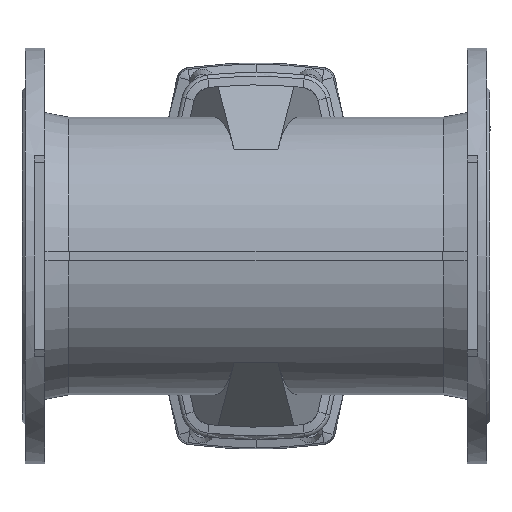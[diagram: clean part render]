
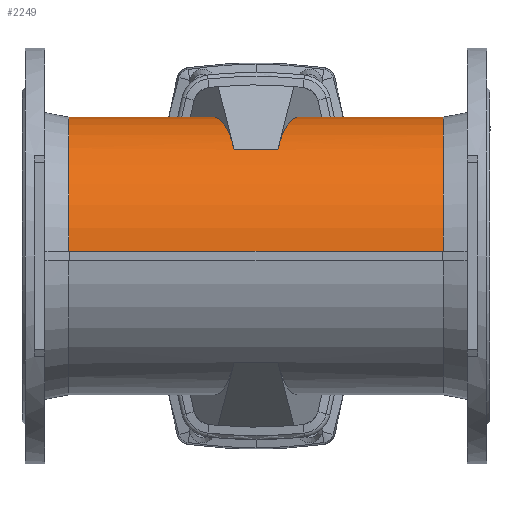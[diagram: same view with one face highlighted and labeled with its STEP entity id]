
A CAD part, front view. The second image highlights one B-rep face of the part: STEP entity #2249.
In plain terms, the highlighted cylindrical face has radius 133.5 mm (diameter 267 mm), a partial arc.
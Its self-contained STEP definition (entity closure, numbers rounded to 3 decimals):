
#1822 = EDGE_LOOP ( 'NONE', ( #6673, #6675, #6677, #6679, #6681, #6683, #6685, #6686 ) ) ;
#2249 = ADVANCED_FACE ( 'NONE', ( #3436 ), #3446, .T. ) ;
#3436 = FACE_OUTER_BOUND ( 'NONE', #1822, .T. ) ;
#3446 = CYLINDRICAL_SURFACE ( 'NONE', #8127, 133.5 ) ;
#3904 =( BOUNDED_CURVE ( )  B_SPLINE_CURVE ( 3, ( #14042, #14043, #14049, #14050 ),
 .UNSPECIFIED., .F., .F. ) 
 B_SPLINE_CURVE_WITH_KNOTS ( ( 4, 4 ),
 ( 4.753, 5.451 ),
 .UNSPECIFIED. ) 
 CURVE ( )  GEOMETRIC_REPRESENTATION_ITEM ( )  RATIONAL_B_SPLINE_CURVE ( ( 1., 0.96, 0.96, 1. ) ) 
 REPRESENTATION_ITEM ( '' )  );
#3994 =( BOUNDED_CURVE ( )  B_SPLINE_CURVE ( 3, ( #14046, #14048, #14054, #14055 ),
 .UNSPECIFIED., .F., .F. ) 
 B_SPLINE_CURVE_WITH_KNOTS ( ( 4, 4 ),
 ( 4.753, 5.451 ),
 .UNSPECIFIED. ) 
 CURVE ( )  GEOMETRIC_REPRESENTATION_ITEM ( )  RATIONAL_B_SPLINE_CURVE ( ( 1., 0.96, 0.96, 1. ) ) 
 REPRESENTATION_ITEM ( '' )  );
#5244 = AXIS2_PLACEMENT_3D ( 'NONE', #14030, #14031, #14032 ) ;
#5248 = AXIS2_PLACEMENT_3D ( 'NONE', #14063, #14064, #14065 ) ;
#5986 = VERTEX_POINT ( 'NONE', #13244 ) ;
#6086 = VERTEX_POINT ( 'NONE', #13341 ) ;
#6131 = VERTEX_POINT ( 'NONE', #13383 ) ;
#6146 = VERTEX_POINT ( 'NONE', #13395 ) ;
#6181 = VERTEX_POINT ( 'NONE', #13424 ) ;
#6284 = VERTEX_POINT ( 'NONE', #13514 ) ;
#6289 = VERTEX_POINT ( 'NONE', #13518 ) ;
#6304 = VERTEX_POINT ( 'NONE', #13532 ) ;
#6673 = ORIENTED_EDGE ( 'NONE', *, *, #10394, .F. ) ;
#6675 = ORIENTED_EDGE ( 'NONE', *, *, #10387, .T. ) ;
#6677 = ORIENTED_EDGE ( 'NONE', *, *, #10389, .T. ) ;
#6679 = ORIENTED_EDGE ( 'NONE', *, *, #10399, .T. ) ;
#6681 = ORIENTED_EDGE ( 'NONE', *, *, #10382, .F. ) ;
#6683 = ORIENTED_EDGE ( 'NONE', *, *, #10359, .T. ) ;
#6685 = ORIENTED_EDGE ( 'NONE', *, *, #10371, .T. ) ;
#6686 = ORIENTED_EDGE ( 'NONE', *, *, #10396, .T. ) ;
#8127 = AXIS2_PLACEMENT_3D ( 'NONE', #9020, #9018, #9016 ) ;
#9016 = DIRECTION ( 'NONE',  ( 0., 0., 1. ) ) ;
#9018 = DIRECTION ( 'NONE',  ( -1., 0., 0. ) ) ;
#9020 = CARTESIAN_POINT ( 'NONE',  ( 83., 0., 0. ) ) ;
#10359 = EDGE_CURVE ( 'NONE', #6284, #6086, #12353, .T. ) ;
#10371 = EDGE_CURVE ( 'NONE', #6086, #6181, #12361, .T. ) ;
#10382 = EDGE_CURVE ( 'NONE', #6284, #6131, #3904, .T. ) ;
#10387 = EDGE_CURVE ( 'NONE', #6146, #5986, #12370, .T. ) ;
#10389 = EDGE_CURVE ( 'NONE', #5986, #6289, #3994, .T. ) ;
#10394 = EDGE_CURVE ( 'NONE', #6146, #6304, #12374, .T. ) ;
#10396 = EDGE_CURVE ( 'NONE', #6181, #6304, #12375, .T. ) ;
#10399 = EDGE_CURVE ( 'NONE', #6289, #6131, #12376, .T. ) ;
#12353 = LINE ( 'NONE', #14017, #12357 ) ;
#12357 = VECTOR ( 'NONE', #14015, 1000. ) ;
#12361 = CIRCLE ( 'NONE', #5244, 133.5 ) ;
#12370 = LINE ( 'NONE', #14052, #12372 ) ;
#12372 = VECTOR ( 'NONE', #14053, 1000. ) ;
#12374 = CIRCLE ( 'NONE', #5248, 133.5 ) ;
#12375 = LINE ( 'NONE', #14056, #12377 ) ;
#12376 = LINE ( 'NONE', #14066, #12379 ) ;
#12377 = VECTOR ( 'NONE', #14057, 1000. ) ;
#12379 = VECTOR ( 'NONE', #14067, 1000. ) ;
#13244 = CARTESIAN_POINT ( 'NONE',  ( 39.667, 0., 133.5 ) ) ;
#13341 = CARTESIAN_POINT ( 'NONE',  ( -179.85, 0., 133.5 ) ) ;
#13383 = CARTESIAN_POINT ( 'NONE',  ( -20.922, -85.812, 102.267 ) ) ;
#13395 = CARTESIAN_POINT ( 'NONE',  ( 179.85, 0., 133.5 ) ) ;
#13424 = CARTESIAN_POINT ( 'NONE',  ( -179.85, -133.424, 4.5 ) ) ;
#13514 = CARTESIAN_POINT ( 'NONE',  ( -39.667, 0., 133.5 ) ) ;
#13518 = CARTESIAN_POINT ( 'NONE',  ( 20.922, -85.812, 102.267 ) ) ;
#13532 = CARTESIAN_POINT ( 'NONE',  ( 179.85, -133.424, 4.5 ) ) ;
#14015 = DIRECTION ( 'NONE',  ( -1., 0., 0. ) ) ;
#14017 = CARTESIAN_POINT ( 'NONE',  ( 83., 0., 133.5 ) ) ;
#14030 = CARTESIAN_POINT ( 'NONE',  ( -179.85, 0., 0. ) ) ;
#14031 = DIRECTION ( 'NONE',  ( 1., 0., 0. ) ) ;
#14032 = DIRECTION ( 'NONE',  ( 0., 0., -1. ) ) ;
#14042 = CARTESIAN_POINT ( 'NONE',  ( -39.667, 0., 133.5 ) ) ;
#14043 = CARTESIAN_POINT ( 'NONE',  ( -32.636, -31.715, 133.5 ) ) ;
#14046 = CARTESIAN_POINT ( 'NONE',  ( 39.667, 0., 133.5 ) ) ;
#14048 = CARTESIAN_POINT ( 'NONE',  ( 32.636, -31.715, 133.5 ) ) ;
#14049 = CARTESIAN_POINT ( 'NONE',  ( -26.126, -61.517, 122.653 ) ) ;
#14050 = CARTESIAN_POINT ( 'NONE',  ( -20.922, -85.812, 102.267 ) ) ;
#14052 = CARTESIAN_POINT ( 'NONE',  ( 83., 0., 133.5 ) ) ;
#14053 = DIRECTION ( 'NONE',  ( -1., 0., 0. ) ) ;
#14054 = CARTESIAN_POINT ( 'NONE',  ( 26.126, -61.517, 122.653 ) ) ;
#14055 = CARTESIAN_POINT ( 'NONE',  ( 20.922, -85.812, 102.267 ) ) ;
#14056 = CARTESIAN_POINT ( 'NONE',  ( 83., -133.424, 4.5 ) ) ;
#14057 = DIRECTION ( 'NONE',  ( 1., 0., 0. ) ) ;
#14063 = CARTESIAN_POINT ( 'NONE',  ( 179.85, 0., 0. ) ) ;
#14064 = DIRECTION ( 'NONE',  ( 1., 0., 0. ) ) ;
#14065 = DIRECTION ( 'NONE',  ( 0., 0., -1. ) ) ;
#14066 = CARTESIAN_POINT ( 'NONE',  ( 83., -85.812, 102.267 ) ) ;
#14067 = DIRECTION ( 'NONE',  ( -1., 0., 0. ) ) ;
